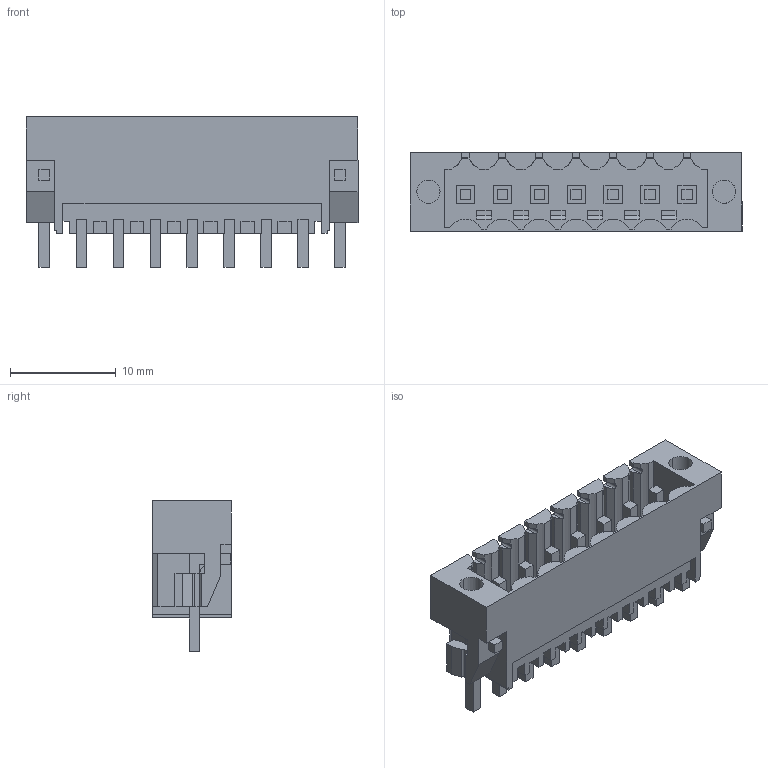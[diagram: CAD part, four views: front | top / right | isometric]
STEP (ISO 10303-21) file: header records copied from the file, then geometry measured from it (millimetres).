
FILE_DESCRIPTION(('CATIA V5 STEP Exchange','CAx-IF Rec.Pracs.--- Model Styling and Organization---1.2---2011-12-15'),'2;1');
FILE_NAME ('D1457274_0_1842590000_1842590000.stp','2018-03-13T16:28:25+00:00',('none'),('Weidmueller'),'CATIA Version 5-6 Release 2014','CATIA V5 STEP AP214','none');
FILE_SCHEMA(('AUTOMOTIVE_DESIGN { 1 0 10303 214 1 1 1 1 }'));
Length unit declared in the file: millimetre
Products named in the file (1): 1842590000
Bounding box: 31.45 x 7.45 x 14.25 mm (x, y, z)
Volume: 1142.4 mm3; surface area: 2910.7 mm2
Topology: 10 solids, 10 shells, 626 faces, 1830 edges, 1239 vertices
Faces by surface type: plane 569, cylinder 57
Entity records: 19939 total; most frequent: CARTESIAN_POINT 3667, ORIENTED_EDGE 3660, DIRECTION 2569, EDGE_CURVE 1830, VECTOR 1688, LINE 1688, VERTEX_POINT 1239, EDGE_LOOP 659
